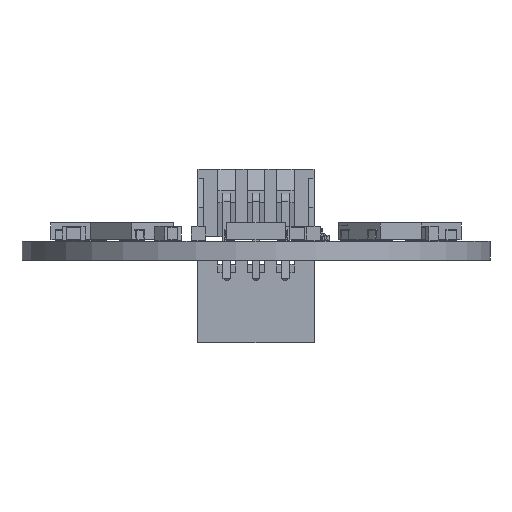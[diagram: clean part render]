
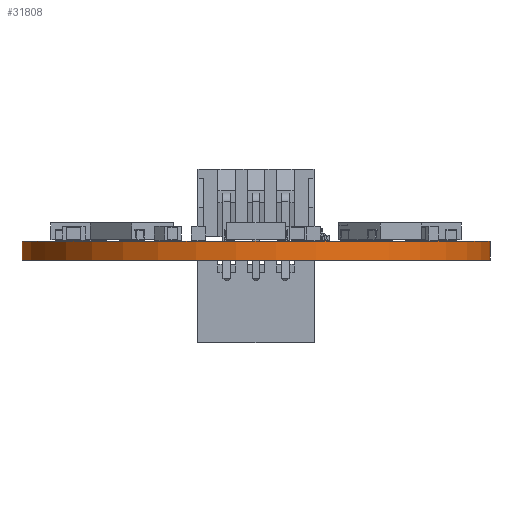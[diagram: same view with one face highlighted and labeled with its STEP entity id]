
A CAD part, front view. The second image highlights one B-rep face of the part: STEP entity #31808.
In plain terms, the highlighted cylindrical face has radius 20 mm (diameter 40 mm), a partial arc.
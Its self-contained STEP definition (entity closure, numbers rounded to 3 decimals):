
#31064 = PLANE('',#31065);
#31065 = AXIS2_PLACEMENT_3D('',#31066,#31067,#31068);
#31066 = CARTESIAN_POINT('',(6.,29.5,0.));
#31067 = DIRECTION('',(1.,0.001,-0.));
#31068 = DIRECTION('',(0.001,-1.,0.));
#31093 = PLANE('',#31094);
#31094 = AXIS2_PLACEMENT_3D('',#31095,#31096,#31097);
#31095 = CARTESIAN_POINT('',(0.,5.75,1.6));
#31096 = DIRECTION('',(0.,0.,1.));
#31097 = DIRECTION('',(1.,0.,-0.));
#31148 = PLANE('',#31149);
#31149 = AXIS2_PLACEMENT_3D('',#31150,#31151,#31152);
#31150 = CARTESIAN_POINT('',(0.,5.75,0.));
#31151 = DIRECTION('',(0.,0.,1.));
#31152 = DIRECTION('',(1.,0.,-0.));
#31165 = VERTEX_POINT('',#31166);
#31166 = CARTESIAN_POINT('',(6.014,19.074,1.6));
#31187 = EDGE_CURVE('',#31188,#31165,#31190,.T.);
#31188 = VERTEX_POINT('',#31189);
#31189 = CARTESIAN_POINT('',(6.014,19.074,0.));
#31190 = SURFACE_CURVE('',#31191,(#31195,#31202),.PCURVE_S1.);
#31191 = LINE('',#31192,#31193);
#31192 = CARTESIAN_POINT('',(6.014,19.074,0.));
#31193 = VECTOR('',#31194,1.);
#31194 = DIRECTION('',(0.,0.,1.));
#31195 = PCURVE('',#31064,#31196);
#31196 = DEFINITIONAL_REPRESENTATION('',(#31197),#31201);
#31197 = LINE('',#31198,#31199);
#31198 = CARTESIAN_POINT('',(10.426,0.));
#31199 = VECTOR('',#31200,1.);
#31200 = DIRECTION('',(0.,-1.));
#31201 = ( GEOMETRIC_REPRESENTATION_CONTEXT(2) 
PARAMETRIC_REPRESENTATION_CONTEXT() REPRESENTATION_CONTEXT('2D SPACE',''
  ) );
#31202 = PCURVE('',#31203,#31208);
#31203 = CYLINDRICAL_SURFACE('',#31204,20.);
#31204 = AXIS2_PLACEMENT_3D('',#31205,#31206,#31207);
#31205 = CARTESIAN_POINT('',(0.,-0.,0.));
#31206 = DIRECTION('',(-0.,-0.,-1.));
#31207 = DIRECTION('',(1.,0.,-0.));
#31208 = DEFINITIONAL_REPRESENTATION('',(#31209),#31213);
#31209 = LINE('',#31210,#31211);
#31210 = CARTESIAN_POINT('',(-7.549,0.));
#31211 = VECTOR('',#31212,1.);
#31212 = DIRECTION('',(-0.,-1.));
#31213 = ( GEOMETRIC_REPRESENTATION_CONTEXT(2) 
PARAMETRIC_REPRESENTATION_CONTEXT() REPRESENTATION_CONTEXT('2D SPACE',''
  ) );
#31342 = VERTEX_POINT('',#31343);
#31343 = CARTESIAN_POINT('',(-6.014,19.074,0.));
#31357 = PLANE('',#31358);
#31358 = AXIS2_PLACEMENT_3D('',#31359,#31360,#31361);
#31359 = CARTESIAN_POINT('',(-6.014,19.074,0.));
#31360 = DIRECTION('',(-1.,0.001,0.));
#31361 = DIRECTION('',(0.001,1.,0.));
#31369 = EDGE_CURVE('',#31342,#31188,#31370,.T.);
#31370 = SURFACE_CURVE('',#31371,(#31376,#31383),.PCURVE_S1.);
#31371 = CIRCLE('',#31372,20.);
#31372 = AXIS2_PLACEMENT_3D('',#31373,#31374,#31375);
#31373 = CARTESIAN_POINT('',(0.,-0.,0.));
#31374 = DIRECTION('',(0.,0.,1.));
#31375 = DIRECTION('',(1.,0.,-0.));
#31376 = PCURVE('',#31148,#31377);
#31377 = DEFINITIONAL_REPRESENTATION('',(#31378),#31382);
#31378 = CIRCLE('',#31379,20.);
#31379 = AXIS2_PLACEMENT_2D('',#31380,#31381);
#31380 = CARTESIAN_POINT('',(0.,-5.75));
#31381 = DIRECTION('',(1.,0.));
#31382 = ( GEOMETRIC_REPRESENTATION_CONTEXT(2) 
PARAMETRIC_REPRESENTATION_CONTEXT() REPRESENTATION_CONTEXT('2D SPACE',''
  ) );
#31383 = PCURVE('',#31203,#31384);
#31384 = DEFINITIONAL_REPRESENTATION('',(#31385),#31389);
#31385 = LINE('',#31386,#31387);
#31386 = CARTESIAN_POINT('',(-0.,0.));
#31387 = VECTOR('',#31388,1.);
#31388 = DIRECTION('',(-1.,0.));
#31389 = ( GEOMETRIC_REPRESENTATION_CONTEXT(2) 
PARAMETRIC_REPRESENTATION_CONTEXT() REPRESENTATION_CONTEXT('2D SPACE',''
  ) );
#31608 = VERTEX_POINT('',#31609);
#31609 = CARTESIAN_POINT('',(-6.014,19.074,1.6));
#31630 = EDGE_CURVE('',#31608,#31165,#31631,.T.);
#31631 = SURFACE_CURVE('',#31632,(#31637,#31644),.PCURVE_S1.);
#31632 = CIRCLE('',#31633,20.);
#31633 = AXIS2_PLACEMENT_3D('',#31634,#31635,#31636);
#31634 = CARTESIAN_POINT('',(0.,0.,1.6));
#31635 = DIRECTION('',(0.,0.,1.));
#31636 = DIRECTION('',(1.,0.,-0.));
#31637 = PCURVE('',#31093,#31638);
#31638 = DEFINITIONAL_REPRESENTATION('',(#31639),#31643);
#31639 = CIRCLE('',#31640,20.);
#31640 = AXIS2_PLACEMENT_2D('',#31641,#31642);
#31641 = CARTESIAN_POINT('',(0.,-5.75));
#31642 = DIRECTION('',(1.,0.));
#31643 = ( GEOMETRIC_REPRESENTATION_CONTEXT(2) 
PARAMETRIC_REPRESENTATION_CONTEXT() REPRESENTATION_CONTEXT('2D SPACE',''
  ) );
#31644 = PCURVE('',#31203,#31645);
#31645 = DEFINITIONAL_REPRESENTATION('',(#31646),#31650);
#31646 = LINE('',#31647,#31648);
#31647 = CARTESIAN_POINT('',(-0.,-1.6));
#31648 = VECTOR('',#31649,1.);
#31649 = DIRECTION('',(-1.,0.));
#31650 = ( GEOMETRIC_REPRESENTATION_CONTEXT(2) 
PARAMETRIC_REPRESENTATION_CONTEXT() REPRESENTATION_CONTEXT('2D SPACE',''
  ) );
#31808 = ADVANCED_FACE('',(#31809),#31203,.T.);
#31809 = FACE_BOUND('',#31810,.F.);
#31810 = EDGE_LOOP('',(#31811,#31832,#31833,#31834));
#31811 = ORIENTED_EDGE('',*,*,#31812,.T.);
#31812 = EDGE_CURVE('',#31342,#31608,#31813,.T.);
#31813 = SURFACE_CURVE('',#31814,(#31818,#31825),.PCURVE_S1.);
#31814 = LINE('',#31815,#31816);
#31815 = CARTESIAN_POINT('',(-6.014,19.074,0.));
#31816 = VECTOR('',#31817,1.);
#31817 = DIRECTION('',(0.,0.,1.));
#31818 = PCURVE('',#31203,#31819);
#31819 = DEFINITIONAL_REPRESENTATION('',(#31820),#31824);
#31820 = LINE('',#31821,#31822);
#31821 = CARTESIAN_POINT('',(-1.876,0.));
#31822 = VECTOR('',#31823,1.);
#31823 = DIRECTION('',(-0.,-1.));
#31824 = ( GEOMETRIC_REPRESENTATION_CONTEXT(2) 
PARAMETRIC_REPRESENTATION_CONTEXT() REPRESENTATION_CONTEXT('2D SPACE',''
  ) );
#31825 = PCURVE('',#31357,#31826);
#31826 = DEFINITIONAL_REPRESENTATION('',(#31827),#31831);
#31827 = LINE('',#31828,#31829);
#31828 = CARTESIAN_POINT('',(0.,0.));
#31829 = VECTOR('',#31830,1.);
#31830 = DIRECTION('',(0.,-1.));
#31831 = ( GEOMETRIC_REPRESENTATION_CONTEXT(2) 
PARAMETRIC_REPRESENTATION_CONTEXT() REPRESENTATION_CONTEXT('2D SPACE',''
  ) );
#31832 = ORIENTED_EDGE('',*,*,#31630,.T.);
#31833 = ORIENTED_EDGE('',*,*,#31187,.F.);
#31834 = ORIENTED_EDGE('',*,*,#31369,.F.);
